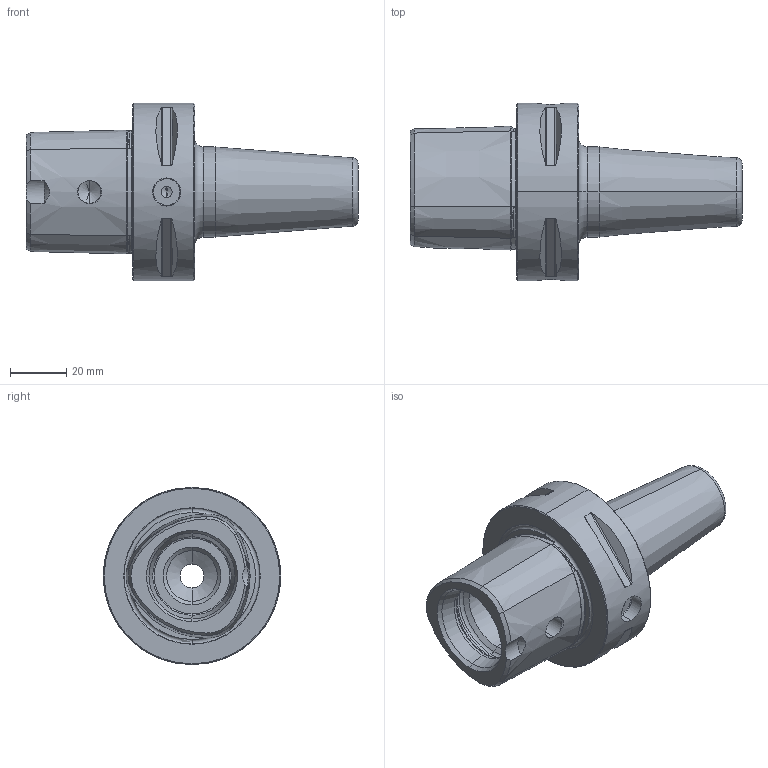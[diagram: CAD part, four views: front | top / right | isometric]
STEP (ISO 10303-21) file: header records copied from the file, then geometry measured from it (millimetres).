
FILE_DESCRIPTION (( 'STEP AP214' ), '1' );
FILE_NAME ('PS6.S10.K01.080.STEP', '2024-08-22T14:10:40', ( '' ), ( '' ), 'SwSTEP 2.0', 'SolidWorks 2022', '' );
FILE_SCHEMA (( 'AUTOMOTIVE_DESIGN' ));
Length unit declared in the file: millimetre
Products named in the file (1): PS6.S10.K01.080
Bounding box: 118 x 63 x 63 mm (x, y, z)
Volume: 126874.8 mm3; surface area: 26808.5 mm2
Topology: 1 solids, 1 shells, 152 faces, 347 edges, 201 vertices
Faces by surface type: cone 57, torus 38, cylinder 35, plane 22
Entity records: 4830 total; most frequent: CARTESIAN_POINT 1407, DIRECTION 746, ORIENTED_EDGE 682, EDGE_CURVE 341, AXIS2_PLACEMENT_3D 322, VERTEX_POINT 201, CIRCLE 169, EDGE_LOOP 166
